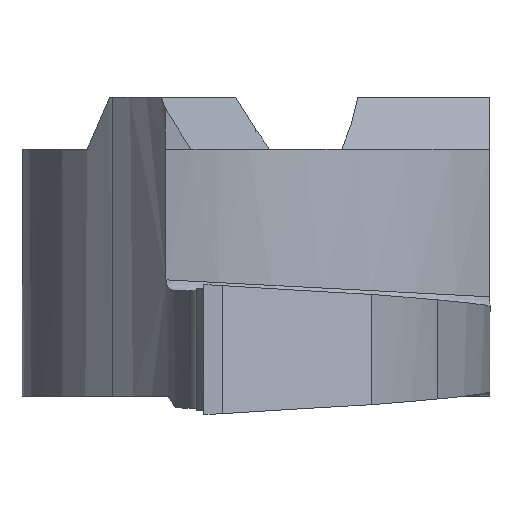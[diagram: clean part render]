
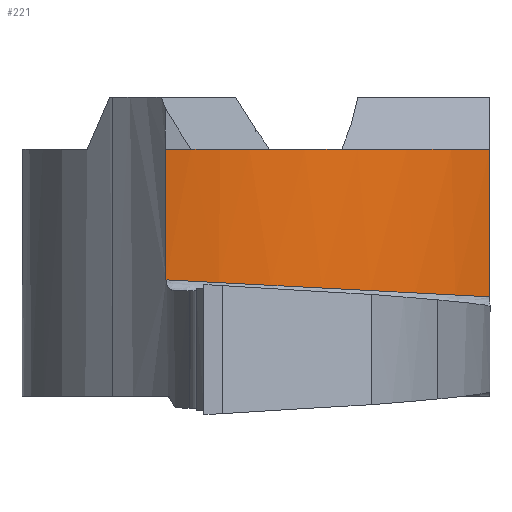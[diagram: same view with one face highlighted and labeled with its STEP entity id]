
A CAD part, left-side view. The second image highlights one B-rep face of the part: STEP entity #221.
In plain terms, the highlighted free-form (B-spline) face has degree [1, 3] with [2, 4] control points.
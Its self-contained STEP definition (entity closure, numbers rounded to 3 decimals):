
#221=ADVANCED_FACE('',(#283),#239,.F.);
#239=(
BOUNDED_SURFACE()
B_SPLINE_SURFACE(1,3,((#1835,#1836,#1837,#1838),(#1839,#1840,#1841,#1842)),
 .UNSPECIFIED.,.F.,.F.,.F.)
B_SPLINE_SURFACE_WITH_KNOTS((2,2),(4,4),(0.,1.),(0.,1.),.UNSPECIFIED.)
GEOMETRIC_REPRESENTATION_ITEM()
RATIONAL_B_SPLINE_SURFACE(((1.,0.906,0.906,1.),
(1.,0.906,0.906,1.)))
REPRESENTATION_ITEM('')
SURFACE()
);
#283=FACE_OUTER_BOUND('',#334,.T.);
#334=EDGE_LOOP('',(#610,#611,#612,#613,#614));
#383=CIRCLE('',#1035,6.696);
#610=ORIENTED_EDGE('',*,*,#854,.T.);
#611=ORIENTED_EDGE('',*,*,#871,.T.);
#612=ORIENTED_EDGE('',*,*,#849,.F.);
#613=ORIENTED_EDGE('',*,*,#870,.F.);
#614=ORIENTED_EDGE('',*,*,#860,.T.);
#725=VERTEX_POINT('',#1658);
#732=VERTEX_POINT('',#1724);
#733=VERTEX_POINT('',#1725);
#735=VERTEX_POINT('',#1751);
#737=VERTEX_POINT('',#1775);
#849=EDGE_CURVE('',#732,#733,#917,.T.);
#854=EDGE_CURVE('',#735,#725,#919,.T.);
#860=EDGE_CURVE('',#737,#735,#920,.T.);
#870=EDGE_CURVE('',#737,#732,#383,.T.);
#871=EDGE_CURVE('',#725,#733,#923,.T.);
#917=B_SPLINE_CURVE_WITH_KNOTS('',3,(#1712,#1713,#1714,#1715,#1716,#1717,
#1718,#1719,#1720,#1721,#1722,#1723),.UNSPECIFIED.,.F.,.F.,(4,2,2,2,2,4),
(0.,0.249,0.498,0.747,0.997,
1.),.UNSPECIFIED.);
#919=B_SPLINE_CURVE_WITH_KNOTS('',3,(#1747,#1748,#1749,#1750),
 .UNSPECIFIED.,.F.,.F.,(4,4),(0.,1.),.UNSPECIFIED.);
#920=B_SPLINE_CURVE_WITH_KNOTS('',3,(#1765,#1766,#1767,#1768,#1769,#1770,
#1771,#1772,#1773,#1774),.UNSPECIFIED.,.F.,.F.,(4,2,2,2,4),(0.,0.294,
0.589,0.883,1.),.UNSPECIFIED.);
#923=B_SPLINE_CURVE_WITH_KNOTS('',3,(#1831,#1832,#1833,#1834),
 .UNSPECIFIED.,.F.,.F.,(4,4),(0.,1.),.UNSPECIFIED.);
#1035=AXIS2_PLACEMENT_3D('',#1814,#1223,#1224);
#1223=DIRECTION('',(0.,0.052,-0.999));
#1224=DIRECTION('',(0.,0.999,0.052));
#1658=CARTESIAN_POINT('',(-4.68,1.25,-0.1));
#1712=CARTESIAN_POINT('',(-4.64,1.73,-2.608));
#1713=CARTESIAN_POINT('',(-4.639,1.731,-2.4));
#1714=CARTESIAN_POINT('',(-4.637,1.731,-2.192));
#1715=CARTESIAN_POINT('',(-4.635,1.733,-1.775));
#1716=CARTESIAN_POINT('',(-4.633,1.734,-1.567));
#1717=CARTESIAN_POINT('',(-4.631,1.736,-1.15));
#1718=CARTESIAN_POINT('',(-4.629,1.737,-0.942));
#1719=CARTESIAN_POINT('',(-4.627,1.739,-0.525));
#1720=CARTESIAN_POINT('',(-4.625,1.74,-0.317));
#1721=CARTESIAN_POINT('',(-4.624,1.741,-0.106));
#1722=CARTESIAN_POINT('',(-4.624,1.741,-0.103));
#1723=CARTESIAN_POINT('',(-4.624,1.741,-0.1));
#1724=CARTESIAN_POINT('',(-4.64,1.73,-2.608));
#1725=CARTESIAN_POINT('',(-4.624,1.741,-0.1));
#1747=CARTESIAN_POINT('',(-2.194,-4.5,-0.1));
#1748=CARTESIAN_POINT('',(-3.903,-3.127,-0.1));
#1749=CARTESIAN_POINT('',(-4.849,-0.935,-0.1));
#1750=CARTESIAN_POINT('',(-4.68,1.25,-0.1));
#1751=CARTESIAN_POINT('',(-2.194,-4.5,-0.1));
#1765=CARTESIAN_POINT('',(-1.995,-4.5,-2.935));
#1766=CARTESIAN_POINT('',(-2.015,-4.5,-2.657));
#1767=CARTESIAN_POINT('',(-2.035,-4.5,-2.378));
#1768=CARTESIAN_POINT('',(-2.074,-4.5,-1.822));
#1769=CARTESIAN_POINT('',(-2.094,-4.5,-1.544));
#1770=CARTESIAN_POINT('',(-2.133,-4.5,-0.987));
#1771=CARTESIAN_POINT('',(-2.152,-4.5,-0.709));
#1772=CARTESIAN_POINT('',(-2.179,-4.5,-0.32));
#1773=CARTESIAN_POINT('',(-2.187,-4.5,-0.21));
#1774=CARTESIAN_POINT('',(-2.194,-4.5,-0.1));
#1775=CARTESIAN_POINT('',(-1.995,-4.5,-2.935));
#1814=CARTESIAN_POINT('',(2.,0.867,-2.654));
#1831=CARTESIAN_POINT('',(-4.68,1.25,-0.1));
#1832=CARTESIAN_POINT('',(-4.667,1.416,-0.1));
#1833=CARTESIAN_POINT('',(-4.648,1.58,-0.1));
#1834=CARTESIAN_POINT('',(-4.624,1.741,-0.1));
#1835=CARTESIAN_POINT('',(-2.083,-4.589,-0.088));
#1836=CARTESIAN_POINT('',(-4.086,-3.052,-0.007));
#1837=CARTESIAN_POINT('',(-5.017,-0.707,0.116));
#1838=CARTESIAN_POINT('',(-4.615,1.783,0.246));
#1839=CARTESIAN_POINT('',(-1.96,-4.525,-2.936));
#1840=CARTESIAN_POINT('',(-3.996,-3.034,-2.858));
#1841=CARTESIAN_POINT('',(-4.979,-0.713,-2.736));
#1842=CARTESIAN_POINT('',(-4.633,1.784,-2.606));
